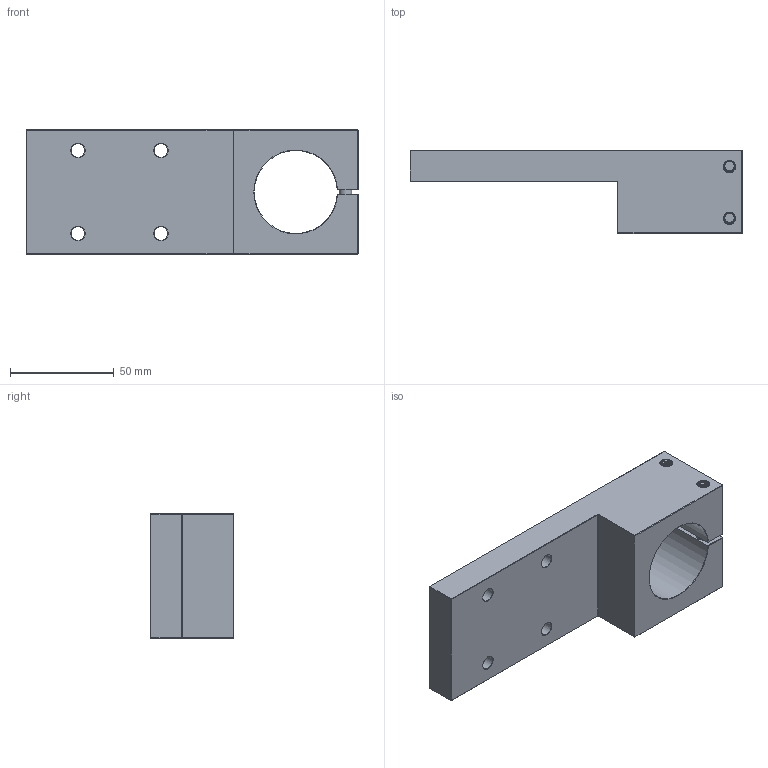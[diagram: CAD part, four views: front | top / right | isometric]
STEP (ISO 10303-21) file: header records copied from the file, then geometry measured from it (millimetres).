
FILE_DESCRIPTION(/* description */ (''),/* implementation_level */ '2;1');
FILE_NAME(/* name */ '422fab88-6bdb-4163-8bd9-d365b7202d20.stp',/* time_stamp */ '2024-10-08T18:04:00Z',/* author */ (''),/* organization */ (''),/* preprocessor_version */ 'ST-DEVELOPER v20',/* originating_system */ 'Autodesk Translation Framework v13.20.0.188',/* authorisation */ '');
FILE_SCHEMA (('AUTOMOTIVE_DESIGN { 1 0 10303 214 3 1 1 }'));
Length unit declared in the file: millimetre
Products named in the file (3): SE 01.027; SE 01.027_body_part; Socket_head_screw_M6
Assembly tree (3 placements, depth 2):
  SE 01.027
    SE 01.027_body_part
    Socket_head_screw_M6  x2
Bounding box: 160 x 40 x 60 mm (x, y, z)
Volume: 180527.4 mm3; surface area: 41497.1 mm2
Topology: 3 solids, 3 shells, 434 faces, 1192 edges, 770 vertices
Faces by surface type: cylinder 307, plane 71, cone 40, bspline 16
Full cylindrical faces by diameter (mm): 4.701 x34, 5.035 x58, 6 x34, 6.147 x40, 6.6 x4, 10 x4
Entity records: 27717 total; most frequent: CARTESIAN_POINT 19322, ORIENTED_EDGE 2058, DIRECTION 1245, EDGE_CURVE 1029, VERTEX_POINT 667, B_SPLINE_CURVE_WITH_KNOTS 527, AXIS2_PLACEMENT_3D 429, EDGE_LOOP 390
